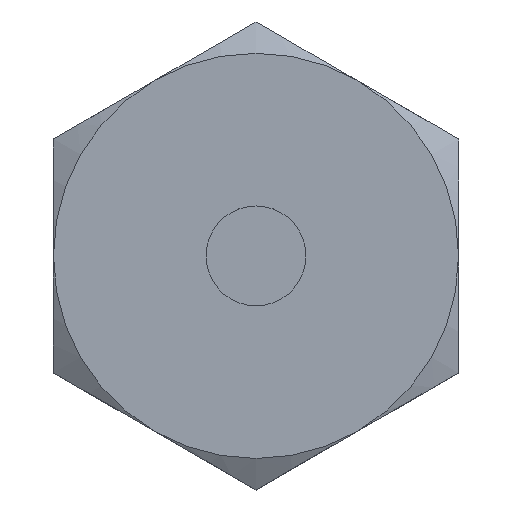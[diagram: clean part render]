
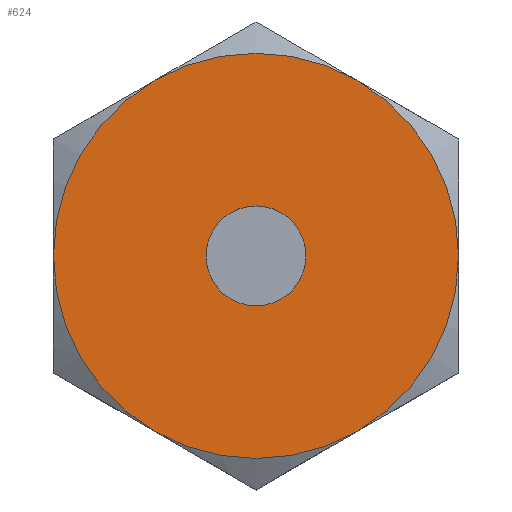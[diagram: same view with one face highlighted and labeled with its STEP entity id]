
A CAD part, top view. The second image highlights one B-rep face of the part: STEP entity #624.
In plain terms, the highlighted planar face has unit normal (0, 0, 1).
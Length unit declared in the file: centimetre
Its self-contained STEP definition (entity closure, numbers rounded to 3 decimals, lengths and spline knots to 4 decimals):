
#77=FACE_BOUND('',#217,.T.);
#154=FACE_OUTER_BOUND('',#216,.T.);
#216=EDGE_LOOP('',(#520,#521,#522,#523,#524,#525));
#217=EDGE_LOOP('',(#526));
#233=CIRCLE('',#655,0.505);
#248=CIRCLE('',#686,2.05);
#249=CIRCLE('',#688,2.05);
#250=CIRCLE('',#690,2.05);
#251=CIRCLE('',#692,2.05);
#252=CIRCLE('',#694,2.05);
#253=CIRCLE('',#696,2.05);
#269=VERTEX_POINT('',#946);
#296=VERTEX_POINT('',#1046);
#298=VERTEX_POINT('',#1051);
#300=VERTEX_POINT('',#1058);
#301=VERTEX_POINT('',#1067);
#304=VERTEX_POINT('',#1078);
#305=VERTEX_POINT('',#1087);
#324=EDGE_CURVE('',#269,#269,#233,.T.);
#358=EDGE_CURVE('',#298,#296,#248,.T.);
#362=EDGE_CURVE('',#300,#298,#249,.T.);
#364=EDGE_CURVE('',#296,#301,#250,.T.);
#368=EDGE_CURVE('',#304,#300,#251,.T.);
#370=EDGE_CURVE('',#301,#305,#252,.T.);
#374=EDGE_CURVE('',#305,#304,#253,.T.);
#520=ORIENTED_EDGE('',*,*,#358,.T.);
#521=ORIENTED_EDGE('',*,*,#364,.T.);
#522=ORIENTED_EDGE('',*,*,#370,.T.);
#523=ORIENTED_EDGE('',*,*,#374,.T.);
#524=ORIENTED_EDGE('',*,*,#368,.T.);
#525=ORIENTED_EDGE('',*,*,#362,.T.);
#526=ORIENTED_EDGE('',*,*,#324,.T.);
#539=PLANE('',#703);
#624=ADVANCED_FACE('',(#154,#77),#539,.T.);
#655=AXIS2_PLACEMENT_3D('',#947,#762,#763);
#686=AXIS2_PLACEMENT_3D('',#1052,#830,#831);
#688=AXIS2_PLACEMENT_3D('',#1065,#834,#835);
#690=AXIS2_PLACEMENT_3D('',#1072,#838,#839);
#692=AXIS2_PLACEMENT_3D('',#1085,#842,#843);
#694=AXIS2_PLACEMENT_3D('',#1092,#846,#847);
#696=AXIS2_PLACEMENT_3D('',#1104,#850,#851);
#703=AXIS2_PLACEMENT_3D('',#1117,#870,#871);
#762=DIRECTION('center_axis',(0.,0.,-1.));
#763=DIRECTION('ref_axis',(0.,1.,0.));
#830=DIRECTION('center_axis',(0.,0.,1.));
#831=DIRECTION('ref_axis',(0.,1.,0.));
#834=DIRECTION('center_axis',(0.,0.,1.));
#835=DIRECTION('ref_axis',(0.,1.,0.));
#838=DIRECTION('center_axis',(0.,0.,1.));
#839=DIRECTION('ref_axis',(0.,1.,0.));
#842=DIRECTION('center_axis',(0.,0.,1.));
#843=DIRECTION('ref_axis',(0.,1.,0.));
#846=DIRECTION('center_axis',(0.,0.,1.));
#847=DIRECTION('ref_axis',(0.,1.,0.));
#850=DIRECTION('center_axis',(0.,0.,1.));
#851=DIRECTION('ref_axis',(0.,1.,0.));
#870=DIRECTION('center_axis',(0.,0.,1.));
#871=DIRECTION('ref_axis',(1.,0.,0.));
#946=CARTESIAN_POINT('',(0.,0.505,3.6));
#947=CARTESIAN_POINT('Origin',(0.,0.,3.6));
#1046=CARTESIAN_POINT('',(-1.025,1.7754,3.6));
#1051=CARTESIAN_POINT('',(1.025,1.7754,3.6));
#1052=CARTESIAN_POINT('Origin',(0.,0.,3.6));
#1058=CARTESIAN_POINT('',(2.05,0.,3.6));
#1065=CARTESIAN_POINT('Origin',(0.,0.,3.6));
#1067=CARTESIAN_POINT('',(-2.05,0.,3.6));
#1072=CARTESIAN_POINT('Origin',(0.,0.,3.6));
#1078=CARTESIAN_POINT('',(1.025,-1.7754,3.6));
#1085=CARTESIAN_POINT('Origin',(0.,0.,3.6));
#1087=CARTESIAN_POINT('',(-1.025,-1.7754,3.6));
#1092=CARTESIAN_POINT('Origin',(0.,0.,3.6));
#1104=CARTESIAN_POINT('Origin',(0.,0.,3.6));
#1117=CARTESIAN_POINT('Origin',(0.,0.,
3.6));
